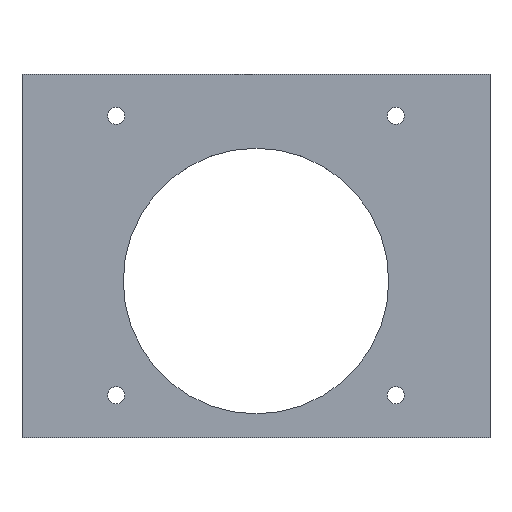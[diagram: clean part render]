
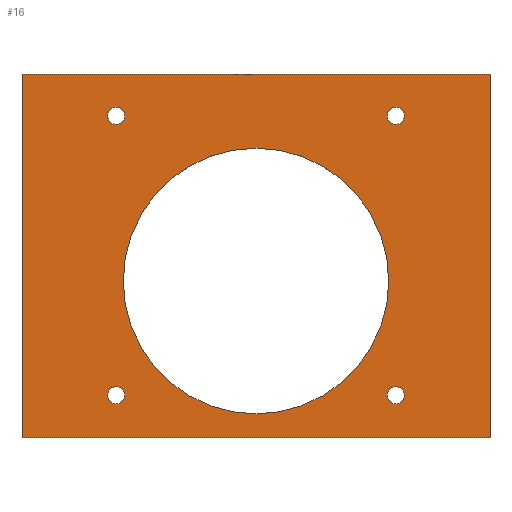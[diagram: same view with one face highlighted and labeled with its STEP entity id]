
A CAD part, top view. The second image highlights one B-rep face of the part: STEP entity #16.
In plain terms, the highlighted planar face has unit normal (0, 0, 1).
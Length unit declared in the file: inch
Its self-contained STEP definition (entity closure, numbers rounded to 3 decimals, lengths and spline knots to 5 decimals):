
#7 = EDGE_LOOP ( 'NONE', ( #48, #343, #218, #384 ) ) ;
#9 = CARTESIAN_POINT ( 'NONE',  ( 1.88386, 0., 0.05512 ) ) ;
#15 = DIRECTION ( 'NONE',  ( 0., 0., 1. ) ) ;
#16 = ADVANCED_FACE ( 'NONE', ( #28, #251, #126, #173, #339, #525 ), #328, .T. ) ;
#17 = DIRECTION ( 'NONE',  ( 1., 0., 0. ) ) ;
#18 = VECTOR ( 'NONE', #17, 39.37008 ) ;
#19 = AXIS2_PLACEMENT_3D ( 'NONE', #212, #566, #469 ) ;
#23 = VERTEX_POINT ( 'NONE', #85 ) ;
#28 = FACE_BOUND ( 'NONE', #216, .T. ) ;
#32 = CARTESIAN_POINT ( 'NONE',  ( -1.88386, 0., 0.05512 ) ) ;
#35 = VERTEX_POINT ( 'NONE', #49 ) ;
#40 = EDGE_CURVE ( 'NONE', #158, #296, #453, .T. ) ;
#46 = ORIENTED_EDGE ( 'NONE', *, *, #105, .F. ) ;
#48 = ORIENTED_EDGE ( 'NONE', *, *, #40, .T. ) ;
#49 = CARTESIAN_POINT ( 'NONE',  ( 1.0563, -0.91969, 0.05512 ) ) ;
#55 = VERTEX_POINT ( 'NONE', #431 ) ;
#58 = AXIS2_PLACEMENT_3D ( 'NONE', #362, #360, #555 ) ;
#59 = AXIS2_PLACEMENT_3D ( 'NONE', #219, #88, #540 ) ;
#65 = EDGE_LOOP ( 'NONE', ( #239, #95 ) ) ;
#67 = DIRECTION ( 'NONE',  ( 0., 0., 1. ) ) ;
#72 = CIRCLE ( 'NONE', #579, 1.0689 ) ;
#77 = AXIS2_PLACEMENT_3D ( 'NONE', #423, #121, #572 ) ;
#81 = CARTESIAN_POINT ( 'NONE',  ( -1.0563, -0.91969, 0.05512 ) ) ;
#85 = CARTESIAN_POINT ( 'NONE',  ( 1.19409, -0.91969, 0.05512 ) ) ;
#88 = DIRECTION ( 'NONE',  ( 0., 0., 1. ) ) ;
#95 = ORIENTED_EDGE ( 'NONE', *, *, #306, .F. ) ;
#105 = EDGE_CURVE ( 'NONE', #519, #347, #363, .T. ) ;
#117 = CARTESIAN_POINT ( 'NONE',  ( 1.1252, -0.91969, 0.05512 ) ) ;
#121 = DIRECTION ( 'NONE',  ( 0., 0., 1. ) ) ;
#124 = DIRECTION ( 'NONE',  ( 0., 1., 0. ) ) ;
#125 = AXIS2_PLACEMENT_3D ( 'NONE', #246, #333, #468 ) ;
#126 = FACE_BOUND ( 'NONE', #450, .T. ) ;
#135 = CIRCLE ( 'NONE', #533, 0.0689 ) ;
#137 = VERTEX_POINT ( 'NONE', #334 ) ;
#144 = DIRECTION ( 'NONE',  ( 0., 0., 1. ) ) ;
#153 = CARTESIAN_POINT ( 'NONE',  ( -1.19409, -0.91969, 0.05512 ) ) ;
#157 = DIRECTION ( 'NONE',  ( 1., 0., 0. ) ) ;
#158 = VERTEX_POINT ( 'NONE', #293 ) ;
#162 = CARTESIAN_POINT ( 'NONE',  ( 0., 1.66575, 0.05512 ) ) ;
#173 = FACE_BOUND ( 'NONE', #65, .T. ) ;
#175 = CARTESIAN_POINT ( 'NONE',  ( -1.0563, 1.33031, 0.05512 ) ) ;
#176 = ORIENTED_EDGE ( 'NONE', *, *, #283, .F. ) ;
#177 = CARTESIAN_POINT ( 'NONE',  ( 0., 0.00039, 0.05512 ) ) ;
#189 = DIRECTION ( 'NONE',  ( 1., 0., 0. ) ) ;
#196 = CARTESIAN_POINT ( 'NONE',  ( 1.1252, 1.33031, 0.05512 ) ) ;
#198 = CARTESIAN_POINT ( 'NONE',  ( 1.88386, -1.26181, 0.05512 ) ) ;
#199 = EDGE_LOOP ( 'NONE', ( #46, #351 ) ) ;
#204 = CARTESIAN_POINT ( 'NONE',  ( 1.0563, 1.33031, 0.05512 ) ) ;
#212 = CARTESIAN_POINT ( 'NONE',  ( 0., 0.00039, 0.05512 ) ) ;
#213 = EDGE_CURVE ( 'NONE', #474, #137, #458, .T. ) ;
#216 = EDGE_LOOP ( 'NONE', ( #379, #176 ) ) ;
#218 = ORIENTED_EDGE ( 'NONE', *, *, #495, .F. ) ;
#219 = CARTESIAN_POINT ( 'NONE',  ( 1.1252, 1.33031, 0.05512 ) ) ;
#222 = AXIS2_PLACEMENT_3D ( 'NONE', #356, #410, #402 ) ;
#227 = EDGE_CURVE ( 'NONE', #260, #556, #563, .T. ) ;
#235 = CARTESIAN_POINT ( 'NONE',  ( -1.19409, 1.33031, 0.05512 ) ) ;
#237 = VECTOR ( 'NONE', #124, 39.37008 ) ;
#239 = ORIENTED_EDGE ( 'NONE', *, *, #387, .F. ) ;
#245 = DIRECTION ( 'NONE',  ( 1., 0., 0. ) ) ;
#246 = CARTESIAN_POINT ( 'NONE',  ( 0., 0., 0.05512 ) ) ;
#251 = FACE_BOUND ( 'NONE', #574, .T. ) ;
#260 = VERTEX_POINT ( 'NONE', #235 ) ;
#261 = DIRECTION ( 'NONE',  ( 1., 0., 0. ) ) ;
#280 = VECTOR ( 'NONE', #451, 39.37008 ) ;
#283 = EDGE_CURVE ( 'NONE', #556, #260, #490, .T. ) ;
#293 = CARTESIAN_POINT ( 'NONE',  ( -1.88386, -1.26181, 0.05512 ) ) ;
#296 = VERTEX_POINT ( 'NONE', #198 ) ;
#298 = VERTEX_POINT ( 'NONE', #153 ) ;
#299 = EDGE_CURVE ( 'NONE', #296, #55, #456, .T. ) ;
#306 = EDGE_CURVE ( 'NONE', #23, #35, #499, .T. ) ;
#308 = CIRCLE ( 'NONE', #59, 0.0689 ) ;
#309 = VERTEX_POINT ( 'NONE', #502 ) ;
#311 = ORIENTED_EDGE ( 'NONE', *, *, #361, .F. ) ;
#313 = CIRCLE ( 'NONE', #77, 0.0689 ) ;
#315 = CARTESIAN_POINT ( 'NONE',  ( 0., -1.26181, 0.05512 ) ) ;
#328 = PLANE ( 'NONE',  #125 ) ;
#333 = DIRECTION ( 'NONE',  ( 0., 0., 1. ) ) ;
#334 = CARTESIAN_POINT ( 'NONE',  ( 1.19409, 1.33031, 0.05512 ) ) ;
#339 = FACE_BOUND ( 'NONE', #199, .T. ) ;
#343 = ORIENTED_EDGE ( 'NONE', *, *, #299, .T. ) ;
#347 = VERTEX_POINT ( 'NONE', #553 ) ;
#351 = ORIENTED_EDGE ( 'NONE', *, *, #559, .F. ) ;
#354 = VERTEX_POINT ( 'NONE', #81 ) ;
#356 = CARTESIAN_POINT ( 'NONE',  ( 1.1252, -0.91969, 0.05512 ) ) ;
#359 = EDGE_CURVE ( 'NONE', #298, #354, #522, .T. ) ;
#360 = DIRECTION ( 'NONE',  ( 0., 0., 1. ) ) ;
#361 = EDGE_CURVE ( 'NONE', #354, #298, #313, .T. ) ;
#362 = CARTESIAN_POINT ( 'NONE',  ( -1.1252, 1.33031, 0.05512 ) ) ;
#363 = CIRCLE ( 'NONE', #19, 1.0689 ) ;
#379 = ORIENTED_EDGE ( 'NONE', *, *, #227, .F. ) ;
#384 = ORIENTED_EDGE ( 'NONE', *, *, #406, .F. ) ;
#387 = EDGE_CURVE ( 'NONE', #35, #23, #135, .T. ) ;
#390 = ORIENTED_EDGE ( 'NONE', *, *, #359, .F. ) ;
#395 = DIRECTION ( 'NONE',  ( 0., 0., 1. ) ) ;
#402 = DIRECTION ( 'NONE',  ( 1., 0., 0. ) ) ;
#406 = EDGE_CURVE ( 'NONE', #158, #309, #427, .T. ) ;
#410 = DIRECTION ( 'NONE',  ( 0., 0., 1. ) ) ;
#415 = DIRECTION ( 'NONE',  ( 0., 0., 1. ) ) ;
#417 = DIRECTION ( 'NONE',  ( 1., 0., 0. ) ) ;
#423 = CARTESIAN_POINT ( 'NONE',  ( -1.1252, -0.91969, 0.05512 ) ) ;
#427 = LINE ( 'NONE', #32, #237 ) ;
#431 = CARTESIAN_POINT ( 'NONE',  ( 1.88386, 1.66575, 0.05512 ) ) ;
#450 = EDGE_LOOP ( 'NONE', ( #390, #311 ) ) ;
#451 = DIRECTION ( 'NONE',  ( 0., 1., 0. ) ) ;
#452 = AXIS2_PLACEMENT_3D ( 'NONE', #558, #67, #417 ) ;
#453 = LINE ( 'NONE', #315, #18 ) ;
#454 = DIRECTION ( 'NONE',  ( 1., 0., 0. ) ) ;
#456 = LINE ( 'NONE', #9, #280 ) ;
#458 = CIRCLE ( 'NONE', #470, 0.0689 ) ;
#459 = VECTOR ( 'NONE', #245, 39.37008 ) ;
#468 = DIRECTION ( 'NONE',  ( 1., 0., 0. ) ) ;
#469 = DIRECTION ( 'NONE',  ( 1., 0., 0. ) ) ;
#470 = AXIS2_PLACEMENT_3D ( 'NONE', #196, #144, #189 ) ;
#474 = VERTEX_POINT ( 'NONE', #204 ) ;
#475 = CARTESIAN_POINT ( 'NONE',  ( -1.0689, 0.00039, 0.05512 ) ) ;
#490 = CIRCLE ( 'NONE', #58, 0.0689 ) ;
#495 = EDGE_CURVE ( 'NONE', #309, #55, #564, .T. ) ;
#499 = CIRCLE ( 'NONE', #222, 0.0689 ) ;
#500 = EDGE_CURVE ( 'NONE', #137, #474, #308, .T. ) ;
#501 = CARTESIAN_POINT ( 'NONE',  ( -1.1252, 1.33031, 0.05512 ) ) ;
#502 = CARTESIAN_POINT ( 'NONE',  ( -1.88386, 1.66575, 0.05512 ) ) ;
#519 = VERTEX_POINT ( 'NONE', #475 ) ;
#522 = CIRCLE ( 'NONE', #452, 0.0689 ) ;
#525 = FACE_OUTER_BOUND ( 'NONE', #7, .T. ) ;
#527 = ORIENTED_EDGE ( 'NONE', *, *, #213, .F. ) ;
#533 = AXIS2_PLACEMENT_3D ( 'NONE', #117, #415, #157 ) ;
#536 = ORIENTED_EDGE ( 'NONE', *, *, #500, .F. ) ;
#540 = DIRECTION ( 'NONE',  ( 1., 0., 0. ) ) ;
#543 = AXIS2_PLACEMENT_3D ( 'NONE', #501, #15, #454 ) ;
#553 = CARTESIAN_POINT ( 'NONE',  ( 1.0689, 0.00039, 0.05512 ) ) ;
#555 = DIRECTION ( 'NONE',  ( 1., 0., 0. ) ) ;
#556 = VERTEX_POINT ( 'NONE', #175 ) ;
#558 = CARTESIAN_POINT ( 'NONE',  ( -1.1252, -0.91969, 0.05512 ) ) ;
#559 = EDGE_CURVE ( 'NONE', #347, #519, #72, .T. ) ;
#563 = CIRCLE ( 'NONE', #543, 0.0689 ) ;
#564 = LINE ( 'NONE', #162, #459 ) ;
#566 = DIRECTION ( 'NONE',  ( 0., 0., 1. ) ) ;
#572 = DIRECTION ( 'NONE',  ( 1., 0., 0. ) ) ;
#574 = EDGE_LOOP ( 'NONE', ( #527, #536 ) ) ;
#579 = AXIS2_PLACEMENT_3D ( 'NONE', #177, #395, #261 ) ;
